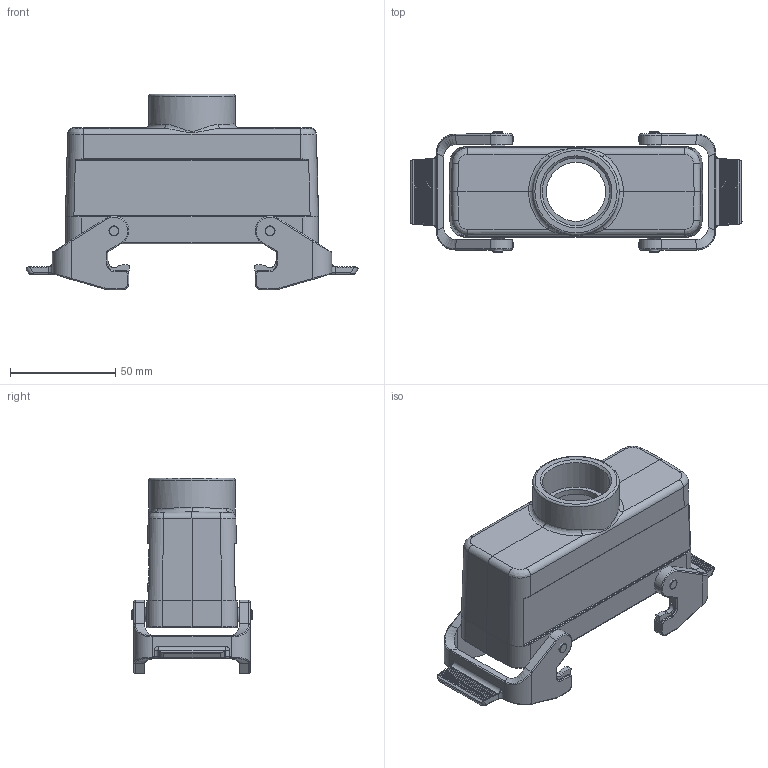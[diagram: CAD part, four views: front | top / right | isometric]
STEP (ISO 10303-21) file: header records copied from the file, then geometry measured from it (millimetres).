
FILE_DESCRIPTION(/* description */ (''),/* implementation_level */ '2;1');
FILE_NAME(/* name */ '100094885ugm000_d.stp',/* time_stamp */ '2017-11-03T06:53:06+01:00',/* author */ (''),/* organization */ (''),/* preprocessor_version */ 'ST-DEVELOPER v16',/* originating_system */ 'SIEMENS PLM Software NX 10.0',/* authorisation */ '');
FILE_SCHEMA (('AUTOMOTIVE_DESIGN { 1 0 10303 214 3 1 1 1 }'));
Length unit declared in the file: millimetre
Products named in the file (1): 100094885ugm000_d
Bounding box: 157.4 x 57.2 x 92.8 mm (x, y, z)
Volume: 94336.8 mm3; surface area: 57993.1 mm2
Topology: 3 solids, 3 shells, 645 faces, 1652 edges, 1031 vertices
Faces by surface type: plane 278, cylinder 193, bspline 142, cone 19, torus 13
Full cylindrical faces by diameter (mm): 3 x4, 28 x1, 32 x1, 41 x1
Entity records: 25519 total; most frequent: CARTESIAN_POINT 9713, ORIENTED_EDGE 3124, DIRECTION 2853, EDGE_CURVE 1562, VERTEX_POINT 979, AXIS2_PLACEMENT_3D 979, LINE 895, VECTOR 895
